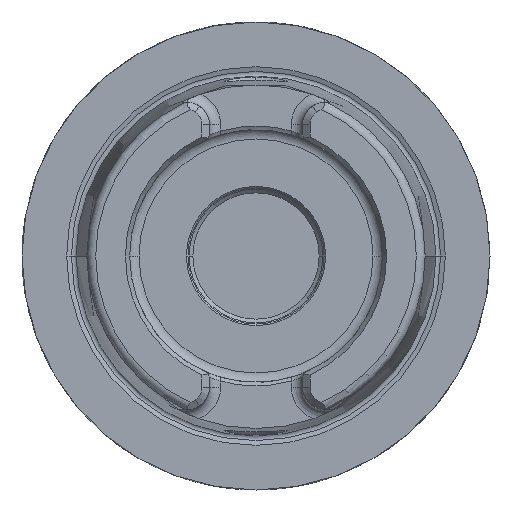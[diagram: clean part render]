
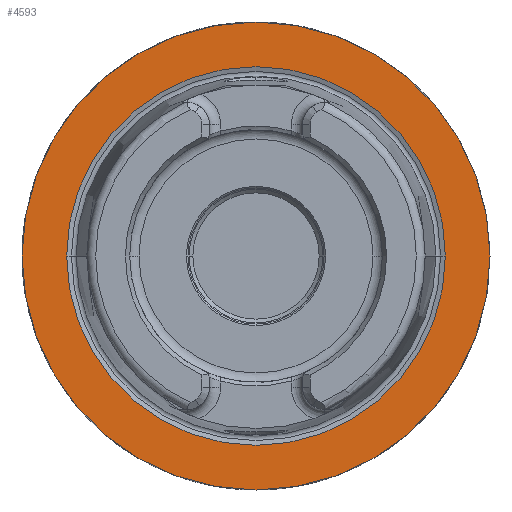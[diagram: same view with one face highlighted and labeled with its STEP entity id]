
A CAD part, left-side view. The second image highlights one B-rep face of the part: STEP entity #4593.
In plain terms, the highlighted planar face has unit normal (-1, 0, 0).
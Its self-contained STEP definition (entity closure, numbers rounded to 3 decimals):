
#1068=CARTESIAN_POINT('',(0.,0.,0.));
#1069=DIRECTION('',(1.,0.,0.));
#1070=DIRECTION('',(0.,1.,0.));
#1071=AXIS2_PLACEMENT_3D('',#1068,#1069,#1070);
#1073=CARTESIAN_POINT('',(0.,0.,0.));
#1074=DIRECTION('',(-1.,0.,0.));
#1075=DIRECTION('',(0.,1.,0.));
#1076=AXIS2_PLACEMENT_3D('',#1073,#1074,#1075);
#1078=CARTESIAN_POINT('',(0.,0.,0.));
#1079=DIRECTION('',(-1.,0.,0.));
#1080=DIRECTION('',(0.,-1.,0.));
#1081=AXIS2_PLACEMENT_3D('',#1078,#1079,#1080);
#1083=CARTESIAN_POINT('',(0.,0.,0.));
#1084=DIRECTION('',(-1.,0.,0.));
#1085=DIRECTION('',(0.,1.,0.));
#1086=AXIS2_PLACEMENT_3D('',#1083,#1084,#1085);
#2824=CARTESIAN_POINT('',(0.,31.5,0.));
#2825=CARTESIAN_POINT('',(0.,-31.5,0.));
#2826=VERTEX_POINT('',#2824);
#2827=VERTEX_POINT('',#2825);
#2852=CARTESIAN_POINT('',(0.,-25.49,0.));
#2853=VERTEX_POINT('',#2852);
#2854=CARTESIAN_POINT('',(0.,25.49,0.));
#2855=VERTEX_POINT('',#2854);
#4578=CARTESIAN_POINT('',(0.,0.,0.));
#4579=DIRECTION('',(1.,0.,0.));
#4580=DIRECTION('',(0.,-1.,0.));
#4581=AXIS2_PLACEMENT_3D('',#4578,#4579,#4580);
#4582=PLANE('',#4581);
#4584=ORIENTED_EDGE('',*,*,#4583,.T.);
#4586=ORIENTED_EDGE('',*,*,#4585,.F.);
#4587=EDGE_LOOP('',(#4584,#4586));
#4588=FACE_OUTER_BOUND('',#4587,.F.);
#4589=ORIENTED_EDGE('',*,*,#4573,.T.);
#4590=ORIENTED_EDGE('',*,*,#4557,.T.);
#4591=EDGE_LOOP('',(#4589,#4590));
#4592=FACE_BOUND('',#4591,.F.);
#4593=ADVANCED_FACE('',(#4588,#4592),#4582,.F.);
#1072=CIRCLE('',#1071,31.5);
#1077=CIRCLE('',#1076,31.5);
#1082=CIRCLE('',#1081,25.49);
#1087=CIRCLE('',#1086,25.49);
#4557=EDGE_CURVE('',#2855,#2853,#1087,.T.);
#4573=EDGE_CURVE('',#2853,#2855,#1082,.T.);
#4583=EDGE_CURVE('',#2826,#2827,#1072,.T.);
#4585=EDGE_CURVE('',#2826,#2827,#1077,.T.);
